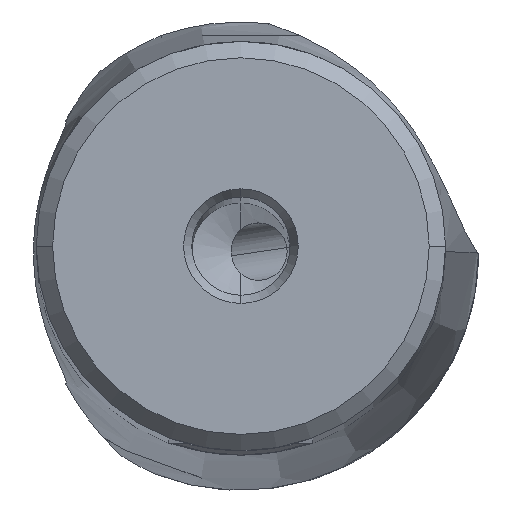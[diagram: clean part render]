
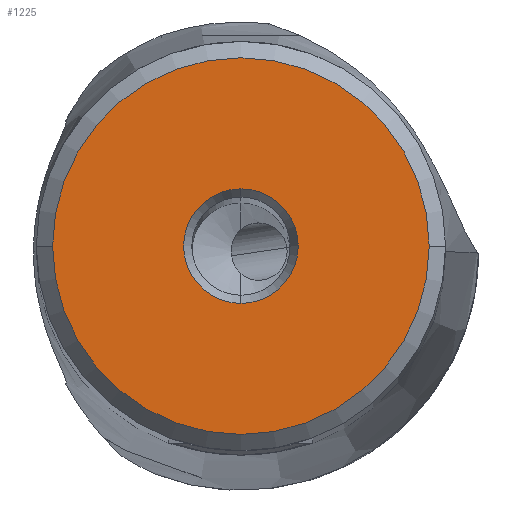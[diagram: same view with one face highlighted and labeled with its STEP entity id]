
A CAD part, top view. The second image highlights one B-rep face of the part: STEP entity #1225.
In plain terms, the highlighted planar face has unit normal (0, 0, 1).
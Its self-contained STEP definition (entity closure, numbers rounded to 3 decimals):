
#1225=ADVANCED_FACE('',(#1377,#1378),#1338,.T.);
#1338=PLANE('',#2902);
#1377=FACE_BOUND('',#1383,.T.);
#1378=FACE_BOUND('',#1384,.T.);
#1383=EDGE_LOOP('',(#1499,#1500,#1501));
#1384=EDGE_LOOP('',(#1502,#1503));
#1499=ORIENTED_EDGE('',*,*,#2307,.F.);
#1500=ORIENTED_EDGE('',*,*,#2308,.F.);
#1501=ORIENTED_EDGE('',*,*,#2309,.F.);
#1502=ORIENTED_EDGE('',*,*,#2310,.F.);
#1503=ORIENTED_EDGE('',*,*,#2311,.F.);
#2111=VERTEX_POINT('',#3768);
#2112=VERTEX_POINT('',#3769);
#2113=VERTEX_POINT('',#3771);
#2114=VERTEX_POINT('',#3774);
#2115=VERTEX_POINT('',#3775);
#2307=EDGE_CURVE('',#2111,#2112,#2613,.T.);
#2308=EDGE_CURVE('',#2113,#2111,#2614,.T.);
#2309=EDGE_CURVE('',#2112,#2113,#2615,.T.);
#2310=EDGE_CURVE('',#2114,#2115,#2616,.T.);
#2311=EDGE_CURVE('',#2115,#2114,#2617,.T.);
#2613=CIRCLE('',#2897,11.5);
#2614=CIRCLE('',#2898,11.5);
#2615=CIRCLE('',#2899,11.5);
#2616=CIRCLE('',#2900,3.5);
#2617=CIRCLE('',#2901,3.5);
#2897=AXIS2_PLACEMENT_3D('',#3767,#3160,#3161);
#2898=AXIS2_PLACEMENT_3D('',#3770,#3162,#3163);
#2899=AXIS2_PLACEMENT_3D('',#3772,#3164,#3165);
#2900=AXIS2_PLACEMENT_3D('',#3773,#3166,#3167);
#2901=AXIS2_PLACEMENT_3D('',#3776,#3168,#3169);
#2902=AXIS2_PLACEMENT_3D('',#3777,#3170,#3171);
#3160=DIRECTION('',(0.,0.,-1.));
#3161=DIRECTION('',(1.,0.,0.));
#3162=DIRECTION('',(0.,0.,-1.));
#3163=DIRECTION('',(-1.,0.,0.));
#3164=DIRECTION('',(0.,0.,-1.));
#3165=DIRECTION('',(0.,-1.,0.));
#3166=DIRECTION('',(0.,0.,1.));
#3167=DIRECTION('',(0.,1.,0.));
#3168=DIRECTION('',(0.,0.,1.));
#3169=DIRECTION('',(0.,-1.,0.));
#3170=DIRECTION('',(0.,0.,1.));
#3171=DIRECTION('',(-1.,0.,0.));
#3767=CARTESIAN_POINT('',(0.,0.,0.));
#3768=CARTESIAN_POINT('',(11.5,0.,0.));
#3769=CARTESIAN_POINT('',(0.,-11.5,0.));
#3770=CARTESIAN_POINT('',(0.,0.,0.));
#3771=CARTESIAN_POINT('',(-11.5,0.,0.));
#3772=CARTESIAN_POINT('',(0.,0.,0.));
#3773=CARTESIAN_POINT('',(0.,0.,0.));
#3774=CARTESIAN_POINT('',(0.,3.5,0.));
#3775=CARTESIAN_POINT('',(0.,-3.5,0.));
#3776=CARTESIAN_POINT('',(0.,0.,0.));
#3777=CARTESIAN_POINT('',(0.,0.,0.));
